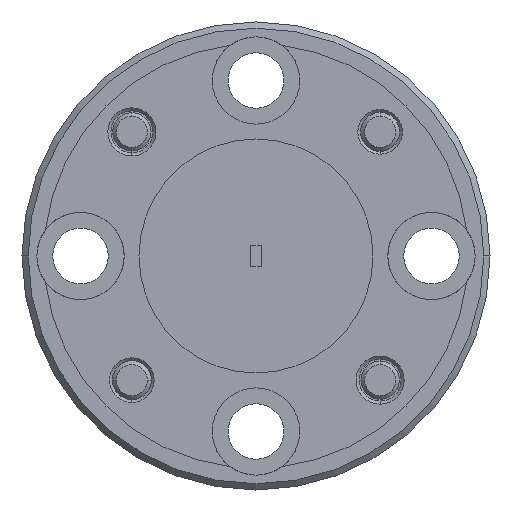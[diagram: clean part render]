
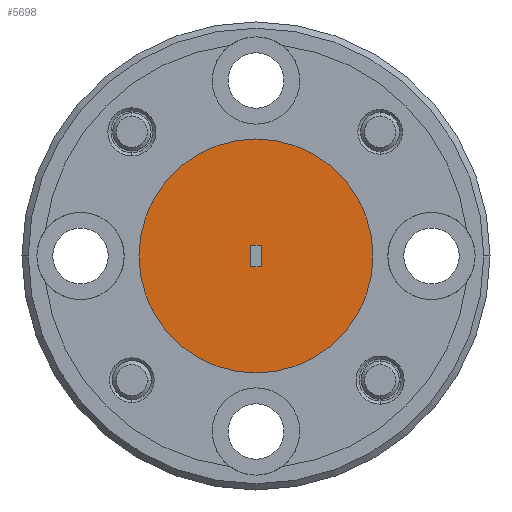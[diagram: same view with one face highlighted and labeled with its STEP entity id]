
A CAD part, left-side view. The second image highlights one B-rep face of the part: STEP entity #5698.
In plain terms, the highlighted planar face has unit normal (-1, 0, 0).
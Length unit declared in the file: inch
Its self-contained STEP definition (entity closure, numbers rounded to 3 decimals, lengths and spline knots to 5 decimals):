
#6 = EDGE_LOOP ( 'NONE', ( #4724, #2438, #1311, #4068 ) ) ;
#270 = DIRECTION ( 'NONE',  ( 0., 1., 0. ) ) ;
#302 = VECTOR ( 'NONE', #3636, 39.37008 ) ;
#381 = LINE ( 'NONE', #1616, #3858 ) ;
#403 = CARTESIAN_POINT ( 'NONE',  ( -0.63379, 0.90862, -0.55792 ) ) ;
#478 = EDGE_CURVE ( 'NONE', #3614, #4610, #5940, .T. ) ;
#722 = EDGE_LOOP ( 'NONE', ( #5866, #6973 ) ) ;
#831 = EDGE_CURVE ( 'NONE', #6220, #3614, #2530, .T. ) ;
#1030 = CARTESIAN_POINT ( 'NONE',  ( -0.63379, 1.08762, -0.54092 ) ) ;
#1311 = ORIENTED_EDGE ( 'NONE', *, *, #478, .T. ) ;
#1387 = CIRCLE ( 'NONE', #2365, 0.1875 ) ;
#1616 = CARTESIAN_POINT ( 'NONE',  ( -0.63379, 0.89162, -0.52392 ) ) ;
#1651 = CARTESIAN_POINT ( 'NONE',  ( -0.63379, 0.71262, -0.54092 ) ) ;
#1798 = CARTESIAN_POINT ( 'NONE',  ( -0.63379, 0.89162, -0.55792 ) ) ;
#1939 = DIRECTION ( 'NONE',  ( 1., 0., 0. ) ) ;
#2365 = AXIS2_PLACEMENT_3D ( 'NONE', #5528, #1939, #6646 ) ;
#2438 = ORIENTED_EDGE ( 'NONE', *, *, #831, .T. ) ;
#2504 = CARTESIAN_POINT ( 'NONE',  ( -0.63379, 0.89162, -0.55792 ) ) ;
#2530 = LINE ( 'NONE', #3583, #4110 ) ;
#3507 = CARTESIAN_POINT ( 'NONE',  ( -0.63379, 0.89162, -0.52392 ) ) ;
#3583 = CARTESIAN_POINT ( 'NONE',  ( -0.63379, 0.89162, -0.55792 ) ) ;
#3599 = AXIS2_PLACEMENT_3D ( 'NONE', #4480, #6331, #270 ) ;
#3612 = FACE_OUTER_BOUND ( 'NONE', #722, .T. ) ;
#3614 = VERTEX_POINT ( 'NONE', #1798 ) ;
#3636 = DIRECTION ( 'NONE',  ( 0., 1., 0. ) ) ;
#3644 = EDGE_CURVE ( 'NONE', #6110, #4802, #1387, .T. ) ;
#3683 = DIRECTION ( 'NONE',  ( 0., -1., 0. ) ) ;
#3858 = VECTOR ( 'NONE', #5107, 39.37008 ) ;
#3871 = CIRCLE ( 'NONE', #3599, 0.1875 ) ;
#3885 = DIRECTION ( 'NONE',  ( 0., 0., 1. ) ) ;
#3891 = CARTESIAN_POINT ( 'NONE',  ( -0.63379, 0.90862, -0.52392 ) ) ;
#4068 = ORIENTED_EDGE ( 'NONE', *, *, #5310, .T. ) ;
#4110 = VECTOR ( 'NONE', #4808, 39.37008 ) ;
#4141 = EDGE_CURVE ( 'NONE', #4802, #6110, #3871, .T. ) ;
#4198 = EDGE_CURVE ( 'NONE', #6458, #6220, #381, .T. ) ;
#4480 = CARTESIAN_POINT ( 'NONE',  ( -0.63379, 0.90012, -0.54092 ) ) ;
#4537 = LINE ( 'NONE', #403, #6300 ) ;
#4610 = VERTEX_POINT ( 'NONE', #6683 ) ;
#4724 = ORIENTED_EDGE ( 'NONE', *, *, #4198, .T. ) ;
#4785 = CARTESIAN_POINT ( 'NONE',  ( -0.63379, 0.90012, -0.54092 ) ) ;
#4802 = VERTEX_POINT ( 'NONE', #1030 ) ;
#4808 = DIRECTION ( 'NONE',  ( 0., 0., -1. ) ) ;
#4867 = PLANE ( 'NONE',  #7241 ) ;
#5107 = DIRECTION ( 'NONE',  ( 0., -1., 0. ) ) ;
#5310 = EDGE_CURVE ( 'NONE', #4610, #6458, #4537, .T. ) ;
#5463 = FACE_BOUND ( 'NONE', #6, .T. ) ;
#5528 = CARTESIAN_POINT ( 'NONE',  ( -0.63379, 0.90012, -0.54092 ) ) ;
#5698 = ADVANCED_FACE ( 'NONE', ( #5463, #3612 ), #4867, .T. ) ;
#5866 = ORIENTED_EDGE ( 'NONE', *, *, #4141, .F. ) ;
#5940 = LINE ( 'NONE', #2504, #302 ) ;
#6110 = VERTEX_POINT ( 'NONE', #1651 ) ;
#6220 = VERTEX_POINT ( 'NONE', #3507 ) ;
#6300 = VECTOR ( 'NONE', #3885, 39.37008 ) ;
#6331 = DIRECTION ( 'NONE',  ( 1., 0., 0. ) ) ;
#6458 = VERTEX_POINT ( 'NONE', #3891 ) ;
#6646 = DIRECTION ( 'NONE',  ( 0., 1., 0. ) ) ;
#6683 = CARTESIAN_POINT ( 'NONE',  ( -0.63379, 0.90862, -0.55792 ) ) ;
#6973 = ORIENTED_EDGE ( 'NONE', *, *, #3644, .F. ) ;
#7089 = DIRECTION ( 'NONE',  ( -1., 0., 0. ) ) ;
#7241 = AXIS2_PLACEMENT_3D ( 'NONE', #4785, #7089, #3683 ) ;
